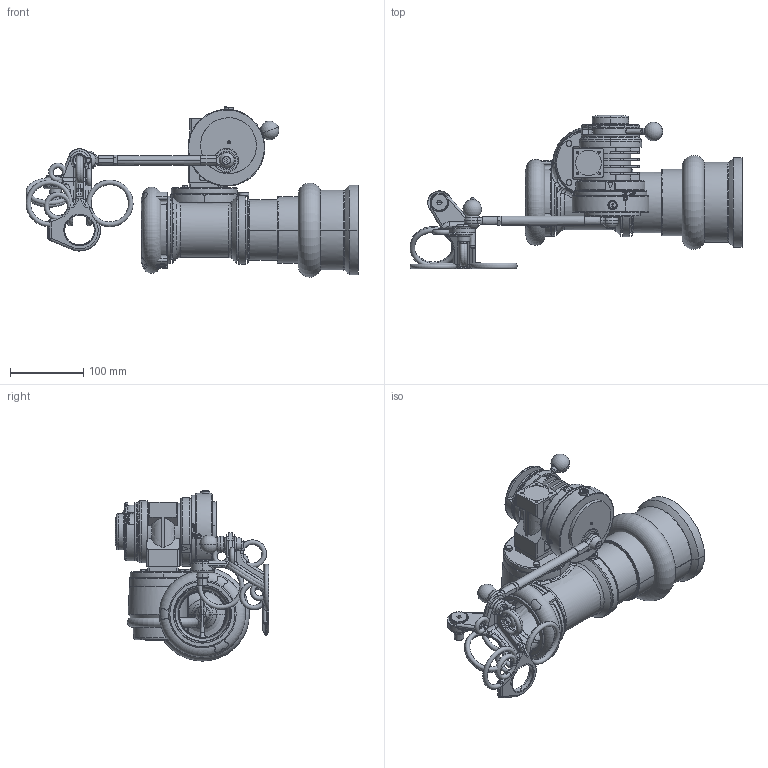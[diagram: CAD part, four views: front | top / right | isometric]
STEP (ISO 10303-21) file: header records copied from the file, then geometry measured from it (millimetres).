
FILE_DESCRIPTION((''),'2;1');
FILE_NAME('D45422_SW0001','2012-05-14T',('jhabe'),(''),'PRO/ENGINEER BY PARAMETRIC TECHNOLOGY CORPORATION, 2011310','PRO/ENGINEER BY PARAMETRIC TECHNOLOGY CORPORATION, 2011310','');
FILE_SCHEMA(('CONFIG_CONTROL_DESIGN'));
Products named in the file (1): D45422_SW0001
Bounding box: 452.91 x 209.76 x 232.2 mm (x, y, z)
Surface area: 699006.2 mm2 (no closed solid volume)
Topology: 0 solids, 0 shells, 1611 faces, 10753 edges, 10625 vertices
Faces by surface type: bspline 1424, torus 128, sphere 59
Entity records: 390851 total; most frequent: CARTESIAN_POINT 293082, DIRECTION 15830, TRIMMED_CURVE 13546, VECTOR 11636, LINE 11636, DEFINITIONAL_REPRESENTATION 10528, PCURVE 10528, COMPOSITE_CURVE_SEGMENT 10528
